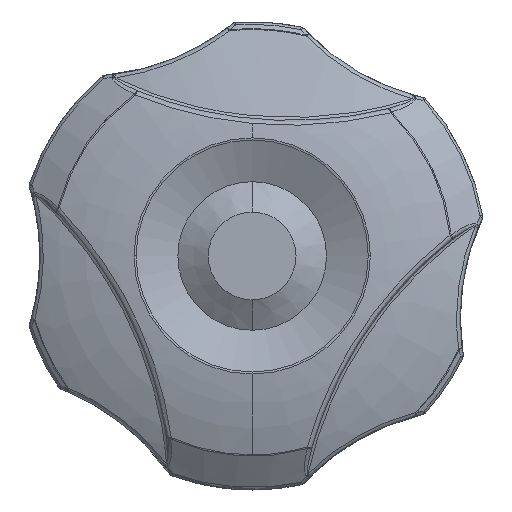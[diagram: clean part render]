
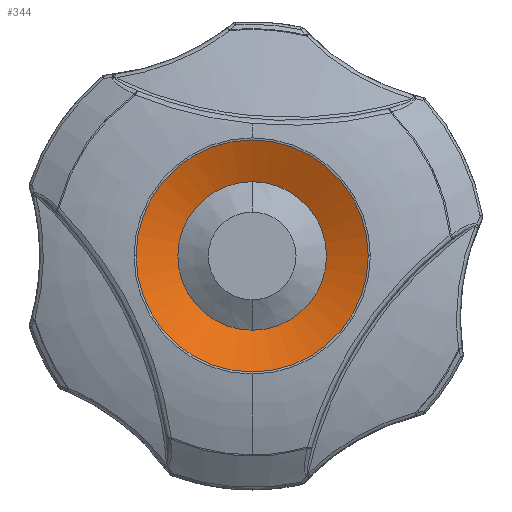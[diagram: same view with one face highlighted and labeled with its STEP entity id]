
A CAD part, left-side view. The second image highlights one B-rep face of the part: STEP entity #344.
In plain terms, the highlighted free-form (B-spline) face has degree [3, 3] with [4, 4] control points.
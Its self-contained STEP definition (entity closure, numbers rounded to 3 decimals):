
#344=ADVANCED_FACE('NONE',(#875,#876),#877,.F.);
#875=FACE_OUTER_BOUND('',#2082,.T.);
#876=FACE_BOUND('',#2083,.T.);
#877=(B_SPLINE_SURFACE(3,3,((#2085,#2086,#2087,#2088),(#2089,#2090,#2091,#2092),(#2093,#2094,#2095,#2096),(#2097,#2098,#2099,#2100)),.UNSPECIFIED.,.F.,.F.,.F.)B_SPLINE_SURFACE_WITH_KNOTS((4,4),(4,4),(0.01,0.992),(0.006,0.992),.UNSPECIFIED.)RATIONAL_B_SPLINE_SURFACE(((0.996,0.919,0.919,0.996),(0.92,0.848,0.848,0.919),(0.92,0.849,0.848,0.919),(0.997,0.92,0.92,0.996)))BOUNDED_SURFACE()REPRESENTATION_ITEM('')GEOMETRIC_REPRESENTATION_ITEM()SURFACE());
#2082=EDGE_LOOP('',(#6089,#6090));
#2083=EDGE_LOOP('',(#6091,#6092));
#2085=CARTESIAN_POINT('',(-23.742,-8.777,9.927));
#2086=CARTESIAN_POINT('',(-20.78,-3.171,9.927));
#2087=CARTESIAN_POINT('',(-20.779,3.17,9.927));
#2088=CARTESIAN_POINT('',(-23.742,8.777,9.927));
#2089=CARTESIAN_POINT('',(-20.779,-10.343,3.585));
#2090=CARTESIAN_POINT('',(-17.289,-3.737,3.585));
#2091=CARTESIAN_POINT('',(-17.288,3.735,3.585));
#2092=CARTESIAN_POINT('',(-20.779,10.343,3.585));
#2093=CARTESIAN_POINT('',(-20.78,-10.342,-3.587));
#2094=CARTESIAN_POINT('',(-17.289,-3.737,-3.587));
#2095=CARTESIAN_POINT('',(-17.289,3.735,-3.587));
#2096=CARTESIAN_POINT('',(-20.78,10.342,-3.587));
#2097=CARTESIAN_POINT('',(-23.742,-8.777,-9.927));
#2098=CARTESIAN_POINT('',(-20.78,-3.171,-9.927));
#2099=CARTESIAN_POINT('',(-20.779,3.17,-9.927));
#2100=CARTESIAN_POINT('',(-23.742,8.777,-9.927));
#6089=ORIENTED_EDGE('',*,*,#7576,.F.);
#6090=ORIENTED_EDGE('',*,*,#7481,.F.);
#6091=ORIENTED_EDGE('',*,*,#7561,.F.);
#6092=ORIENTED_EDGE('',*,*,#7574,.F.);
#7481=EDGE_CURVE('NONE',#8331,#8333,#8334,.T.);
#7561=EDGE_CURVE('NONE',#8457,#8458,#8459,.T.);
#7574=EDGE_CURVE('NONE',#8458,#8457,#8476,.T.);
#7576=EDGE_CURVE('NONE',#8333,#8331,#8478,.T.);
#8331=VERTEX_POINT('NONE',#9760);
#8333=VERTEX_POINT('NONE',#9762);
#8334=CIRCLE('',#9763,9.918);
#8457=VERTEX_POINT('NONE',#10100);
#8458=VERTEX_POINT('NONE',#10101);
#8459=CIRCLE('',#10102,6.35);
#8476=CIRCLE('',#10123,6.35);
#8478=CIRCLE('',#10125,9.918);
#9760=CARTESIAN_POINT('',(-21.561,9.918,0.));
#9762=CARTESIAN_POINT('',(-21.561,-9.918,0.));
#9763=AXIS2_PLACEMENT_3D('',#12964,#12965,#12966);
#10100=CARTESIAN_POINT('',(-20.075,0.0,6.35));
#10101=CARTESIAN_POINT('',(-20.075,0.,-6.35));
#10102=AXIS2_PLACEMENT_3D('',#13084,#13085,#13086);
#10123=AXIS2_PLACEMENT_3D('',#13103,#13104,#13105);
#10125=AXIS2_PLACEMENT_3D('',#13106,#13107,#13108);
#12964=CARTESIAN_POINT('',(-21.561,0.,0.));
#12965=DIRECTION('',(1.0,0.0,0.));
#12966=DIRECTION('',(0.0,-1.0,0.0));
#13084=CARTESIAN_POINT('',(-20.075,0.0,0.0));
#13085=DIRECTION('',(-1.0,0.0,0.0));
#13086=DIRECTION('',(0.0,0.0,1.0));
#13103=CARTESIAN_POINT('',(-20.075,0.0,0.0));
#13104=DIRECTION('',(-1.0,0.0,0.0));
#13105=DIRECTION('',(0.0,0.0,1.0));
#13106=CARTESIAN_POINT('',(-21.561,0.,0.));
#13107=DIRECTION('',(1.0,0.0,0.));
#13108=DIRECTION('',(0.0,-1.0,0.0));
